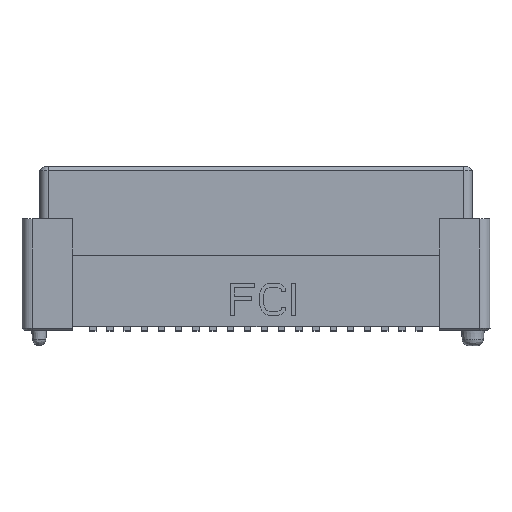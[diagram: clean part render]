
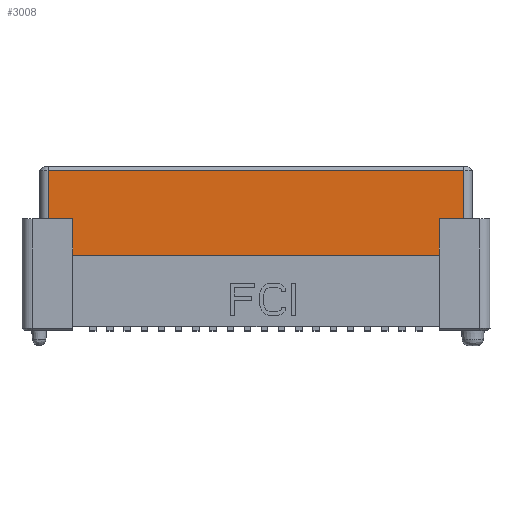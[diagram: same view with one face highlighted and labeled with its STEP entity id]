
A CAD part, top view. The second image highlights one B-rep face of the part: STEP entity #3008.
In plain terms, the highlighted planar face has unit normal (0, 0, 1).
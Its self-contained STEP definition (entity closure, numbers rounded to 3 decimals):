
#545=DIRECTION('',(-1.,0.,0.));
#546=VECTOR('',#545,17.05);
#547=CARTESIAN_POINT('',(8.525,3.5,1.875));
#548=LINE('26350',#547,#546);
#549=DIRECTION('',(0.,1.,0.));
#550=VECTOR('',#549,1.7);
#551=CARTESIAN_POINT('',(-8.525,3.5,1.875));
#552=LINE('17122',#551,#550);
#553=DIRECTION('',(-1.,0.,0.));
#554=VECTOR('',#553,1.15);
#555=CARTESIAN_POINT('',(-8.525,5.2,1.875));
#556=LINE('17158',#555,#554);
#557=DIRECTION('',(1.,0.,0.));
#558=VECTOR('',#557,19.35);
#559=CARTESIAN_POINT('',(-9.675,7.45,1.875));
#560=LINE('17077',#559,#558);
#724=DIRECTION('',(0.,1.,0.));
#725=VECTOR('',#724,1.7);
#726=CARTESIAN_POINT('',(8.525,3.5,1.875));
#727=LINE('17234',#726,#725);
#761=DIRECTION('',(1.,0.,0.));
#762=VECTOR('',#761,1.15);
#763=CARTESIAN_POINT('',(8.525,5.2,1.875));
#764=LINE('17233',#763,#762);
#956=DIRECTION('',(0.,1.,0.));
#957=VECTOR('',#956,2.25);
#958=CARTESIAN_POINT('',(9.675,5.2,1.875));
#959=LINE('17232',#958,#957);
#1253=DIRECTION('',(0.,-1.,0.));
#1254=VECTOR('',#1253,2.25);
#1255=CARTESIAN_POINT('',(-9.675,7.45,1.875));
#1256=LINE('17222',#1255,#1254);
#1883=CARTESIAN_POINT('',(-9.675,7.45,1.875));
#1884=VERTEX_POINT('',#1883);
#1885=CARTESIAN_POINT('',(9.675,7.45,1.875));
#1886=VERTEX_POINT('',#1885);
#1927=CARTESIAN_POINT('',(-8.525,5.2,1.875));
#1928=VERTEX_POINT('',#1927);
#1929=CARTESIAN_POINT('',(-8.525,3.5,1.875));
#1930=VERTEX_POINT('',#1929);
#1973=CARTESIAN_POINT('',(-9.675,5.2,1.875));
#1974=VERTEX_POINT('',#1973);
#2011=CARTESIAN_POINT('',(9.675,5.2,1.875));
#2012=VERTEX_POINT('',#2011);
#2013=CARTESIAN_POINT('',(8.525,5.2,1.875));
#2014=VERTEX_POINT('',#2013);
#2015=CARTESIAN_POINT('',(8.525,3.5,1.875));
#2016=VERTEX_POINT('',#2015);
#2988=CARTESIAN_POINT('',(-10.075,0.,1.875));
#2989=DIRECTION('',(0.,0.,1.));
#2990=DIRECTION('',(1.,0.,0.));
#2991=AXIS2_PLACEMENT_3D('',#2988,#2989,#2990);
#2992=PLANE('21953',#2991);
#2993=ORIENTED_EDGE('26350',*,*,#2979,.T.);
#2994=ORIENTED_EDGE('17122',*,*,#2790,.T.);
#2996=ORIENTED_EDGE('17158',*,*,#2995,.T.);
#2998=ORIENTED_EDGE('17222',*,*,#2997,.F.);
#2999=ORIENTED_EDGE('17077',*,*,#2606,.T.);
#3001=ORIENTED_EDGE('17232',*,*,#3000,.F.);
#3003=ORIENTED_EDGE('17233',*,*,#3002,.F.);
#3005=ORIENTED_EDGE('17234',*,*,#3004,.F.);
#3006=EDGE_LOOP('21953',(#2993,#2994,#2996,#2998,#2999,#3001,#3003,#3005));
#3007=FACE_OUTER_BOUND('21953',#3006,.F.);
#3008=ADVANCED_FACE('21953',(#3007),#2992,.T.);
#2606=EDGE_CURVE('17077',#1884,#1886,#560,.T.);
#2790=EDGE_CURVE('17122',#1930,#1928,#552,.T.);
#2979=EDGE_CURVE('26350',#2016,#1930,#548,.T.);
#2995=EDGE_CURVE('17158',#1928,#1974,#556,.T.);
#2997=EDGE_CURVE('17222',#1884,#1974,#1256,.T.);
#3000=EDGE_CURVE('17232',#2012,#1886,#959,.T.);
#3002=EDGE_CURVE('17233',#2014,#2012,#764,.T.);
#3004=EDGE_CURVE('17234',#2016,#2014,#727,.T.);
